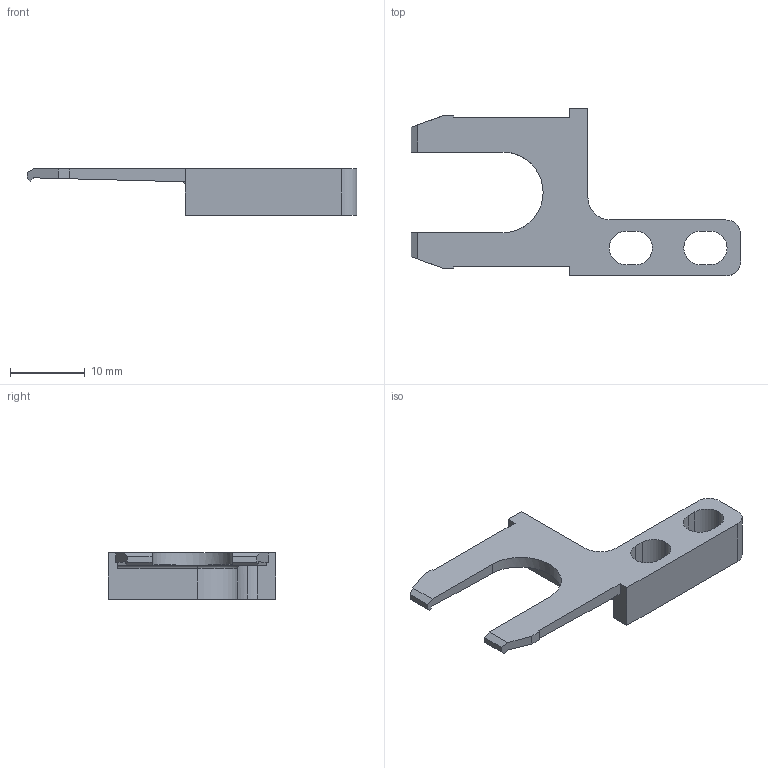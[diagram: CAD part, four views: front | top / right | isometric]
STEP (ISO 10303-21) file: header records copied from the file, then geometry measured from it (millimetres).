
FILE_DESCRIPTION(('STEP AP214'),'1');
FILE_NAME('cctmp_E1F91097-F605-4C2A-8DE5-C4E79679CAF4_2023_08_15_12_02_34_0519..stp','2023-08-15T10:02:34',('SIEMENS A&D'),('CADClick - www.CADClick.com'),'Spatial InterOp 3D postprocessed',' ','unknown authorization');
FILE_SCHEMA(('AUTOMOTIVE_DESIGN'));
Length unit declared in the file: millimetre
Products named in the file (1): 2023_08_15_12_02_34_0511
Bounding box: 44.2 x 22.5 x 6.2 mm (x, y, z)
Volume: 1275.8 mm3; surface area: 1749.1 mm2
Topology: 1 solids, 1 shells, 147 faces, 410 edges, 273 vertices
Faces by surface type: plane 108, bspline 24, cylinder 14, torus 1
Entity records: 6819 total; most frequent: CARTESIAN_POINT 2698, ORIENTED_EDGE 820, DIRECTION 634, EDGE_CURVE 410, LINE 332, VECTOR 332, VERTEX_POINT 273, EDGE_LOOP 159
